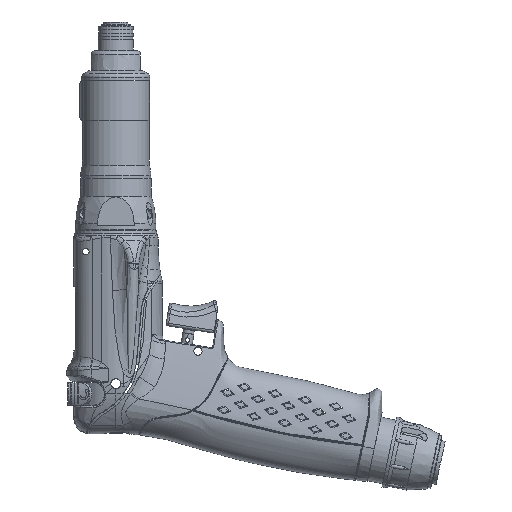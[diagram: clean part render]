
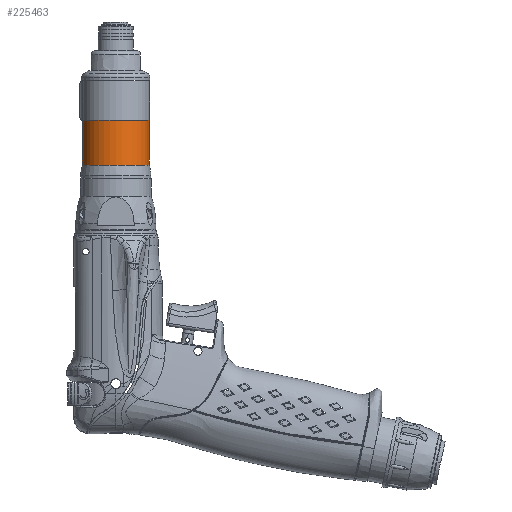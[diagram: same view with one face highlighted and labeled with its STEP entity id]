
A CAD part, left-side view. The second image highlights one B-rep face of the part: STEP entity #225463.
In plain terms, the highlighted cylindrical face has radius 15 mm (diameter 30 mm), a partial arc.
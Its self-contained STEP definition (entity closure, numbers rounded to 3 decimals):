
#225076=CARTESIAN_POINT('',(0.,0.,123.087));
#225077=DIRECTION('',(0.,0.,1.));
#225078=DIRECTION('',(0.,1.,0.));
#225079=AXIS2_PLACEMENT_3D('',#225076,#225077,#225078);
#225081=CARTESIAN_POINT('',(0.,0.,102.928));
#225082=DIRECTION('',(0.,0.,1.));
#225083=DIRECTION('',(0.,1.,0.));
#225084=AXIS2_PLACEMENT_3D('',#225081,#225082,#225083);
#225144=DIRECTION('',(0.,0.,1.));
#225145=VECTOR('',#225144,20.159);
#225146=CARTESIAN_POINT('',(0.,15.,102.928));
#225147=LINE('',#225146,#225145);
#225153=DIRECTION('',(0.,0.,1.));
#225154=VECTOR('',#225153,20.159);
#225155=CARTESIAN_POINT('',(0.,-15.,102.928));
#225156=LINE('',#225155,#225154);
#225375=CARTESIAN_POINT('',(0.,15.,102.928));
#225376=CARTESIAN_POINT('',(0.,15.,123.087));
#225377=VERTEX_POINT('',#225375);
#225378=VERTEX_POINT('',#225376);
#225383=CARTESIAN_POINT('',(0.,-15.,102.928));
#225384=CARTESIAN_POINT('',(0.,-15.,123.087));
#225385=VERTEX_POINT('',#225383);
#225386=VERTEX_POINT('',#225384);
#225448=CARTESIAN_POINT('',(0.,0.,76.057));
#225449=DIRECTION('',(0.,0.,1.));
#225450=DIRECTION('',(0.,1.,0.));
#225451=AXIS2_PLACEMENT_3D('',#225448,#225449,#225450);
#225452=CYLINDRICAL_SURFACE('',#225451,15.);
#225454=ORIENTED_EDGE('',*,*,#225453,.T.);
#225456=ORIENTED_EDGE('',*,*,#225455,.T.);
#225458=ORIENTED_EDGE('',*,*,#225457,.F.);
#225460=ORIENTED_EDGE('',*,*,#225459,.F.);
#225461=EDGE_LOOP('',(#225454,#225456,#225458,#225460));
#225462=FACE_OUTER_BOUND('',#225461,.F.);
#225463=ADVANCED_FACE('',(#225462),#225452,.T.);
#225080=CIRCLE('',#225079,15.);
#225085=CIRCLE('',#225084,15.);
#225453=EDGE_CURVE('',#225377,#225378,#225147,.T.);
#225455=EDGE_CURVE('',#225378,#225386,#225080,.T.);
#225457=EDGE_CURVE('',#225385,#225386,#225156,.T.);
#225459=EDGE_CURVE('',#225377,#225385,#225085,.T.);
